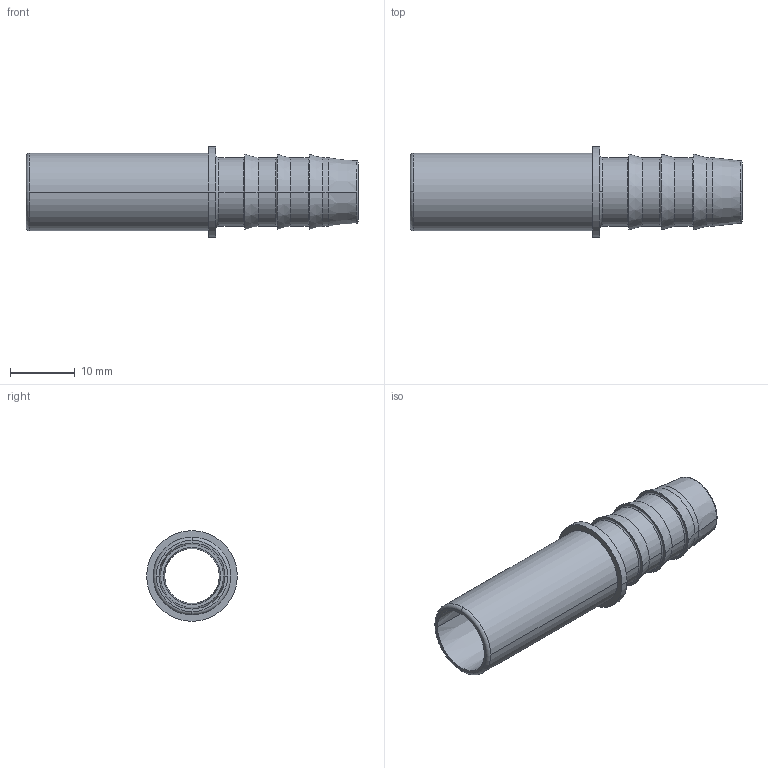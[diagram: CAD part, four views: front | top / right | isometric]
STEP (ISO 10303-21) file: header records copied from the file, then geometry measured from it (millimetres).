
FILE_DESCRIPTION(('STEP AP214'),'1');
FILE_NAME('3122_12_10.stp','2016-07-07T14:58:07',('TraceParts'),('TraceParts S.A.'),'Spatial InterOp 3D',' ',' ');
FILE_SCHEMA(('automotive_design'));
Length unit declared in the file: millimetre
Products named in the file (1): 1
Bounding box: 51.3 x 14 x 14 mm (x, y, z)
Volume: 1770.8 mm3; surface area: 3564.7 mm2
Topology: 1 solids, 1 shells, 45 faces, 109 edges, 71 vertices
Faces by surface type: cone 14, cylinder 12, torus 12, plane 7
Entity records: 1385 total; most frequent: DIRECTION 284, CARTESIAN_POINT 226, ORIENTED_EDGE 218, AXIS2_PLACEMENT_3D 129, EDGE_CURVE 109, CIRCLE 83, VERTEX_POINT 71, EDGE_LOOP 52
